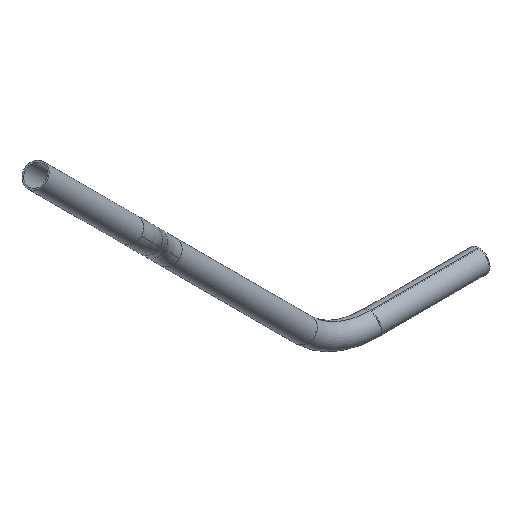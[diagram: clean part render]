
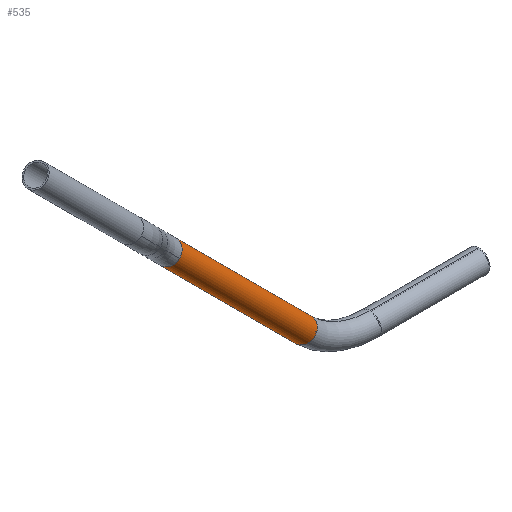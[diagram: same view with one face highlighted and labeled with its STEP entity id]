
A CAD part, isometric view. The second image highlights one B-rep face of the part: STEP entity #535.
In plain terms, the highlighted cylindrical face has radius 44.45 mm (diameter 88.9 mm), a partial arc.
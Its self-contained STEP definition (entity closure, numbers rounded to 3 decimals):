
#2 = EDGE_CURVE ( 'NONE', #916, #1012, #410, .T. ) ;
#18 = CARTESIAN_POINT ( 'NONE',  ( -78.404, 0., 141.266 ) ) ;
#28 = DIRECTION ( 'NONE',  ( -0.707, 0., 0.707 ) ) ;
#61 = VERTEX_POINT ( 'NONE', #416 ) ;
#62 = DIRECTION ( 'NONE',  ( 0.707, 0., -0.707 ) ) ;
#72 = AXIS2_PLACEMENT_3D ( 'NONE', #302, #62, #695 ) ;
#75 = CARTESIAN_POINT ( 'NONE',  ( -141.266, 0., 78.404 ) ) ;
#76 = ORIENTED_EDGE ( 'NONE', *, *, #225, .T. ) ;
#79 = ORIENTED_EDGE ( 'NONE', *, *, #776, .F. ) ;
#80 = LINE ( 'NONE', #75, #951 ) ;
#103 = DIRECTION ( 'NONE',  ( -0.707, 0., -0.707 ) ) ;
#120 = CIRCLE ( 'NONE', #72, 44.45 ) ;
#183 = DIRECTION ( 'NONE',  ( -0.707, 0., -0.707 ) ) ;
#186 = CYLINDRICAL_SURFACE ( 'NONE', #373, 44.45 ) ;
#215 = EDGE_LOOP ( 'NONE', ( #79, #990, #699, #298, #76 ) ) ;
#225 = EDGE_CURVE ( 'NONE', #339, #566, #934, .T. ) ;
#298 = ORIENTED_EDGE ( 'NONE', *, *, #857, .T. ) ;
#302 = CARTESIAN_POINT ( 'NONE',  ( -109.835, 0., 109.835 ) ) ;
#333 = CARTESIAN_POINT ( 'NONE',  ( -78.404, 0., 141.266 ) ) ;
#339 = VERTEX_POINT ( 'NONE', #459 ) ;
#341 = EDGE_CURVE ( 'NONE', #916, #61, #120, .T. ) ;
#355 = CIRCLE ( 'NONE', #936, 44.45 ) ;
#372 = CARTESIAN_POINT ( 'NONE',  ( -617.888, 0., 680.75 ) ) ;
#373 = AXIS2_PLACEMENT_3D ( 'NONE', #502, #28, #981 ) ;
#379 = CARTESIAN_POINT ( 'NONE',  ( -680.75, 0., 617.888 ) ) ;
#410 = LINE ( 'NONE', #333, #701 ) ;
#416 = CARTESIAN_POINT ( 'NONE',  ( -141.266, 0., 78.404 ) ) ;
#459 = CARTESIAN_POINT ( 'NONE',  ( -649.319, -44.45, 649.319 ) ) ;
#476 = DIRECTION ( 'NONE',  ( -0.707, 0., 0.707 ) ) ;
#484 = CARTESIAN_POINT ( 'NONE',  ( -649.319, 0., 649.319 ) ) ;
#502 = CARTESIAN_POINT ( 'NONE',  ( -109.835, 0., 109.835 ) ) ;
#535 = ADVANCED_FACE ( 'NONE', ( #664 ), #186, .T. ) ;
#566 = VERTEX_POINT ( 'NONE', #379 ) ;
#576 = CARTESIAN_POINT ( 'NONE',  ( -649.319, 0., 649.319 ) ) ;
#626 = DIRECTION ( 'NONE',  ( -0.707, 0., 0.707 ) ) ;
#664 = FACE_OUTER_BOUND ( 'NONE', #215, .T. ) ;
#695 = DIRECTION ( 'NONE',  ( -0.707, 0., -0.707 ) ) ;
#699 = ORIENTED_EDGE ( 'NONE', *, *, #2, .T. ) ;
#701 = VECTOR ( 'NONE', #476, 1000. ) ;
#776 = EDGE_CURVE ( 'NONE', #61, #566, #80, .T. ) ;
#857 = EDGE_CURVE ( 'NONE', #1012, #339, #355, .T. ) ;
#896 = DIRECTION ( 'NONE',  ( 0.707, 0., -0.707 ) ) ;
#916 = VERTEX_POINT ( 'NONE', #18 ) ;
#934 = CIRCLE ( 'NONE', #948, 44.45 ) ;
#936 = AXIS2_PLACEMENT_3D ( 'NONE', #484, #969, #103 ) ;
#948 = AXIS2_PLACEMENT_3D ( 'NONE', #576, #896, #183 ) ;
#951 = VECTOR ( 'NONE', #626, 1000. ) ;
#969 = DIRECTION ( 'NONE',  ( 0.707, 0., -0.707 ) ) ;
#981 = DIRECTION ( 'NONE',  ( 0.707, 0., 0.707 ) ) ;
#990 = ORIENTED_EDGE ( 'NONE', *, *, #341, .F. ) ;
#1012 = VERTEX_POINT ( 'NONE', #372 ) ;
